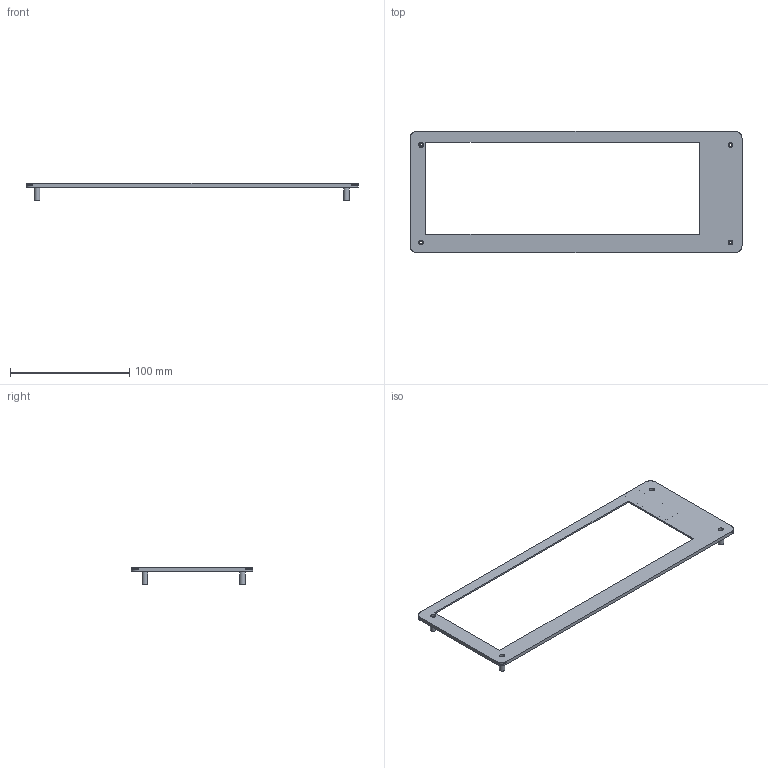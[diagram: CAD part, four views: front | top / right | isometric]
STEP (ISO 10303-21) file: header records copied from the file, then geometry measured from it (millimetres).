
FILE_DESCRIPTION(('Designed by EasyEDA Pro'),'2;1');
FILE_NAME('Open CASCADE Shape Model','2025-06-17T18:49:47',('Author'),( 'Open CASCADE'),'Open CASCADE STEP processor 7.8','Open CASCADE 7.8' ,'Unknown');
FILE_SCHEMA(('AUTOMOTIVE_DESIGN { 1 0 10303 214 1 1 1 1 }'));
Length unit declared in the file: millimetre
Products named in the file (1): Open CASCADE STEP translator 7.8 1
Bounding box: 278 x 101.6 x 14.35 mm (x, y, z)
Volume: 15408.9 mm3; surface area: 26633.3 mm2
Topology: 1 solids, 1 shells, 232 faces, 655 edges, 437 vertices
Faces by surface type: bspline 232
Entity records: 30545 total; most frequent: CARTESIAN_POINT 21986, B_SPLINE_CURVE_WITH_KNOTS 1909, ORIENTED_EDGE 1310, PCURVE 1310, DEFINITIONAL_REPRESENTATION 1310, EDGE_CURVE 655, SURFACE_CURVE 639, VERTEX_POINT 437
